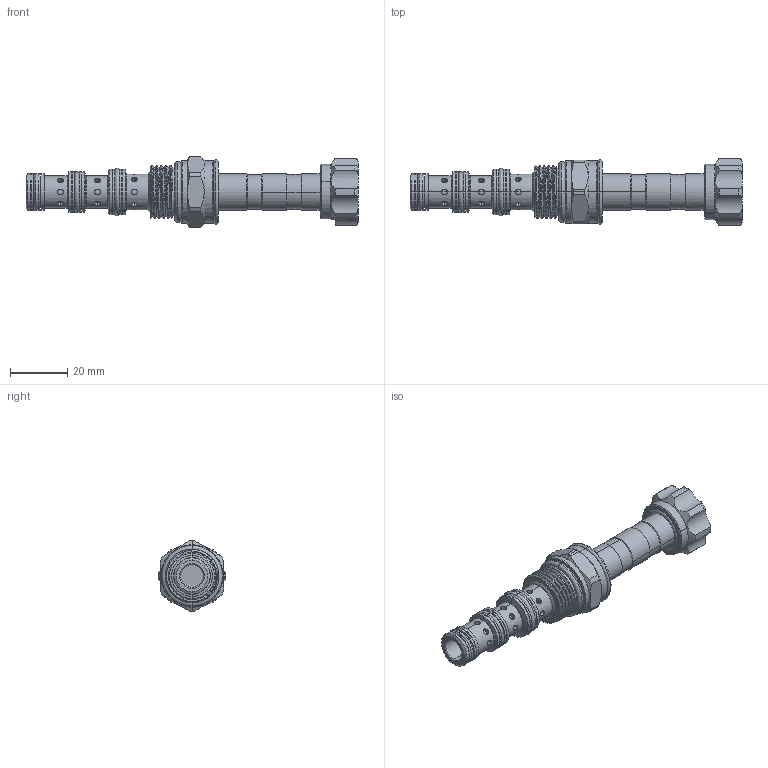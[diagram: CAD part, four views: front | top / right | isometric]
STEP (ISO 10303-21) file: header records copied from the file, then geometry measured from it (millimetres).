
FILE_DESCRIPTION (( 'STEP AP203' ), '1' );
FILE_NAME ('ES08W4A10N04.STEP', '2020-04-09T06:13:00', ( '' ), ( '' ), 'SwSTEP 2.0', 'SolidWorks 2018', '' );
FILE_SCHEMA (( 'CONFIG_CONTROL_DESIGN' ));
Length unit declared in the file: millimetre
Products named in the file (1): ES08W4A10N04
Bounding box: 116.15 x 23.79 x 24.65 mm (x, y, z)
Volume: 21990.7 mm3; surface area: 10348 mm2
Topology: 6 solids, 8 shells, 330 faces, 745 edges, 463 vertices
Faces by surface type: cylinder 187, torus 60, plane 39, cone 39, bspline 5
Entity records: 12056 total; most frequent: CARTESIAN_POINT 4706, DIRECTION 1543, ORIENTED_EDGE 1490, EDGE_CURVE 745, AXIS2_PLACEMENT_3D 664, VERTEX_POINT 463, EDGE_LOOP 378, CIRCLE 338
